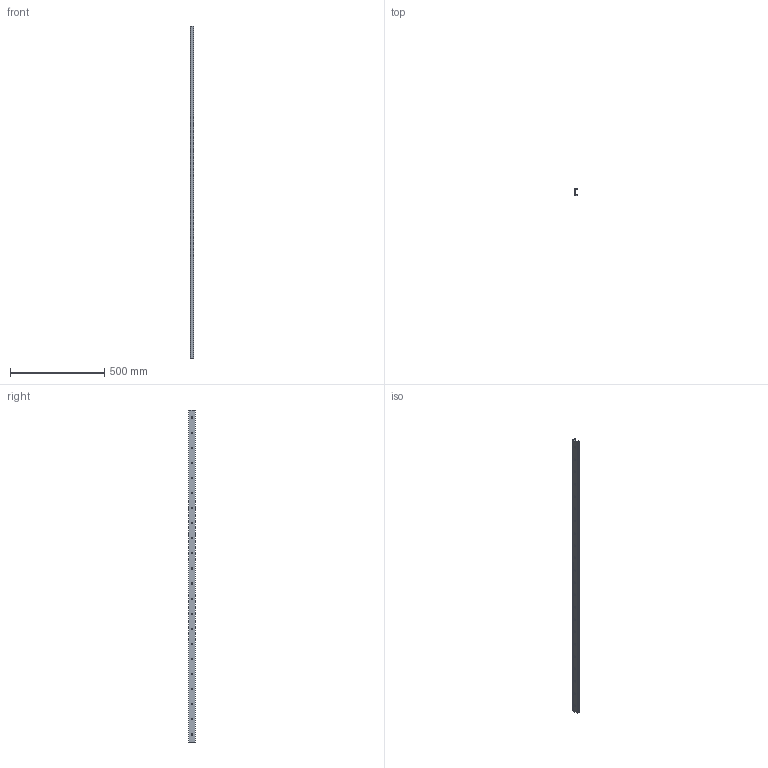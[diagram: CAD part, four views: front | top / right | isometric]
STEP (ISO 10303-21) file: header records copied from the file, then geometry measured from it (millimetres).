
FILE_DESCRIPTION(/* description */ ('Alibre Inc.'),/* implementation_level */ '2;1');
FILE_NAME(/* name */ 'export0',/* time_stamp */ '2010-12-08T16:53:15+01:00',/* author */ (''),/* organization */ (''),/* preprocessor_version */ 'ST-DEVELOPER v10',/* originating_system */ 'Alibre',/* authorisation */ '');
FILE_SCHEMA (('AUTOMOTIVE_DESIGN'));
Length unit declared in the file: millimetre
Bounding box: 16.5 x 35 x 1760 mm (x, y, z)
Volume: 382975.3 mm3; surface area: 221593.3 mm2
Topology: 1 solids, 1 shells, 72 faces, 210 edges, 140 vertices
Faces by surface type: cylinder 35, cone 22, plane 15
Full cylindrical faces by diameter (mm): 6.6 x22
Entity records: 2096 total; most frequent: DIRECTION 365, CARTESIAN_POINT 334, ORIENTED_EDGE 288, AXIS2_PLACEMENT_3D 164, EDGE_LOOP 160, FACE_BOUND 160, EDGE_CURVE 144, VERTEX_POINT 118
